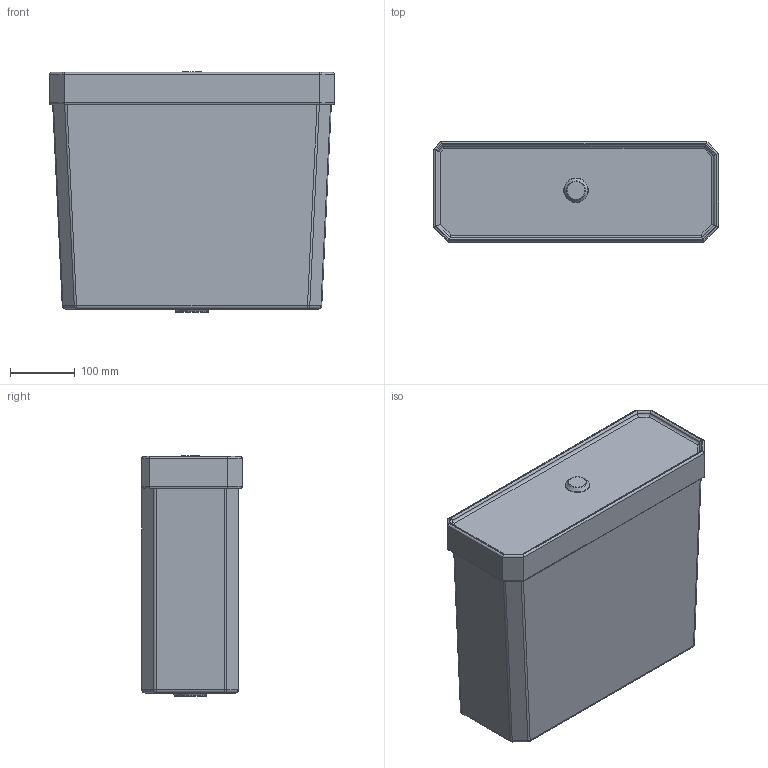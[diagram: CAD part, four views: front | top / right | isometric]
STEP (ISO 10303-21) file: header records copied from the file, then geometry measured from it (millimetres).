
FILE_DESCRIPTION((''),'2;1');
FILE_NAME('87221.stp','2008-01-03T13:13:01',('Huebner'),(''),'Autodesk Inventor 11','Autodesk Inventor 11','');
FILE_SCHEMA(('AUTOMOTIVE_DESIGN { 1 0 10303 214 1 1 1 1 }'));
Length unit declared in the file: millimetre
Products named in the file (3): 87221; 087220; Spülkastenstopfen
Assembly tree (2 placements, depth 2):
  87221
    087220
    Spülkastenstopfen
Bounding box: 440 x 155 x 371 mm (x, y, z)
Volume: 22269939.6 mm3; surface area: 538539.2 mm2
Topology: 2 solids, 2 shells, 85 faces, 190 edges, 108 vertices
Faces by surface type: cylinder 49, plane 25, sphere 6, torus 3, bspline 1, cone 1
Full cylindrical faces by diameter (mm): 20 x1, 25 x1, 41.096 x1, 50 x1
Entity records: 2351 total; most frequent: DIRECTION 427, CARTESIAN_POINT 417, ORIENTED_EDGE 350, EDGE_CURVE 175, AXIS2_PLACEMENT_3D 163, VERTEX_POINT 108, VECTOR 101, LINE 101
